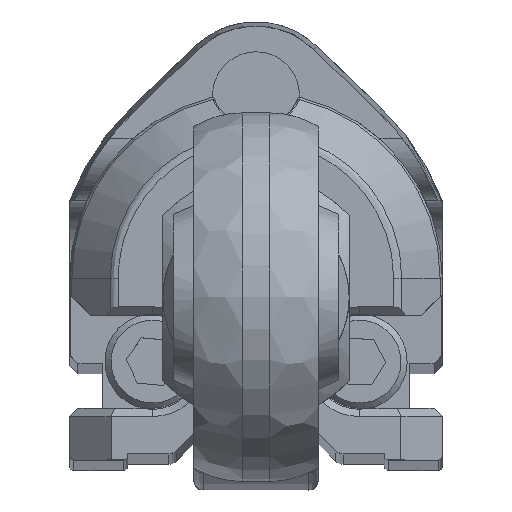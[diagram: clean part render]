
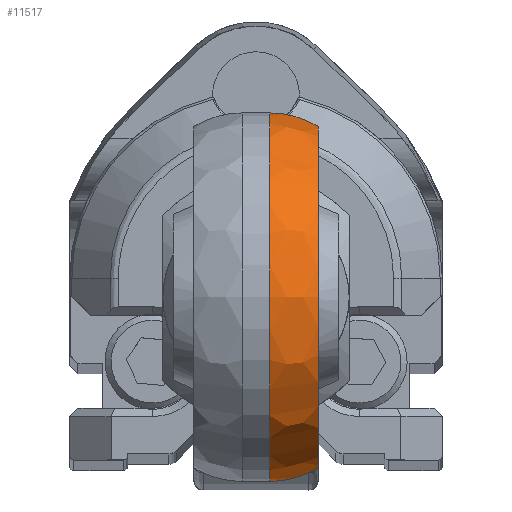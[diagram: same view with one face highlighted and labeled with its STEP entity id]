
A CAD part, top view. The second image highlights one B-rep face of the part: STEP entity #11517.
In plain terms, the highlighted free-form (B-spline) face has degree [3, 3] with [4, 7] control points.
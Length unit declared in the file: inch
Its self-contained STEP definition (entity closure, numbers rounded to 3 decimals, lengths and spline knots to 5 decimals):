
#397 = ORIENTED_EDGE ( 'NONE', *, *, #3674, .T. ) ;
#1268 = CARTESIAN_POINT ( 'NONE',  ( 0.11811, 0.16143, 7.63466 ) ) ;
#1325 = CARTESIAN_POINT ( 'NONE',  ( 0.11811, -0.02872, 7.31005 ) ) ;
#1374 = CARTESIAN_POINT ( 'NONE',  ( 0.02608, -0.02872, 7.66044 ) ) ;
#1570 = CARTESIAN_POINT ( 'NONE',  ( 0.05874, -0.37912, 7.5153 ) ) ;
#1661 = VERTEX_POINT ( 'NONE', #17022 ) ;
#2245 = CIRCLE ( 'NONE', #7137, 0.17717 ) ;
#2908 = CARTESIAN_POINT ( 'NONE',  ( 0.11811, 0.29589, 7.31005 ) ) ;
#3011 = CARTESIAN_POINT ( 'NONE',  ( 0.11811, 0.29589, 7.5002 ) ) ;
#3088 = CIRCLE ( 'NONE', #14841, 0.35039 ) ;
#3114 = CARTESIAN_POINT ( 'NONE',  ( 0.0902, -0.02872, 7.65163 ) ) ;
#3212 = CARTESIAN_POINT ( 'NONE',  ( 0.02608, 0.32167, 7.5153 ) ) ;
#3674 = EDGE_CURVE ( 'NONE', #12366, #4242, #6202, .T. ) ;
#4242 = VERTEX_POINT ( 'NONE', #5098 ) ;
#4385 = CARTESIAN_POINT ( 'NONE',  ( 0.11811, -0.35334, 7.31005 ) ) ;
#4389 = DIRECTION ( 'NONE',  ( 0., 0., -1. ) ) ;
#4439 = CARTESIAN_POINT ( 'NONE',  ( 0.02608, -0.37912, 7.5153 ) ) ;
#5098 = CARTESIAN_POINT ( 'NONE',  ( 0.11811, 0.29589, 7.31005 ) ) ;
#5583 = DIRECTION ( 'NONE',  ( 0.519, 0.854, 0. ) ) ;
#5982 = DIRECTION ( 'NONE',  ( 0., 0., -1. ) ) ;
#6202 = CIRCLE ( 'NONE', #9131, 0.32461 ) ;
#6273 = CARTESIAN_POINT ( 'NONE',  ( 0.11811, -0.02872, 7.63466 ) ) ;
#6860 = AXIS2_PLACEMENT_3D ( 'NONE', #10265, #7208, #5583 ) ;
#7137 = AXIS2_PLACEMENT_3D ( 'NONE', #9737, #14246, #11486 ) ;
#7208 = DIRECTION ( 'NONE',  ( 0., 0., -1. ) ) ;
#7504 = CARTESIAN_POINT ( 'NONE',  ( 0.02608, 0.32167, 7.31005 ) ) ;
#7617 = DIRECTION ( 'NONE',  ( 1., 0., 0. ) ) ;
#7910 = CARTESIAN_POINT ( 'NONE',  ( 0.05874, -0.02872, 7.66044 ) ) ;
#9131 = AXIS2_PLACEMENT_3D ( 'NONE', #1325, #15414, #4389 ) ;
#9135 = CARTESIAN_POINT ( 'NONE',  ( 0.05874, 0.32167, 7.31005 ) ) ;
#9236 = CARTESIAN_POINT ( 'NONE',  ( 0.11811, -0.21888, 7.63466 ) ) ;
#9341 = CARTESIAN_POINT ( 'NONE',  ( 0.05874, 0.17653, 7.66044 ) ) ;
#9444 = CARTESIAN_POINT ( 'NONE',  ( 0.05874, -0.23398, 7.66044 ) ) ;
#9737 = CARTESIAN_POINT ( 'NONE',  ( 0.02608, -0.20195, 7.31005 ) ) ;
#10265 = CARTESIAN_POINT ( 'NONE',  ( 0.02608, 0.14451, 7.31005 ) ) ;
#10668 = CARTESIAN_POINT ( 'NONE',  ( 0.0902, 0.17137, 7.65163 ) ) ;
#11073 = CARTESIAN_POINT ( 'NONE',  ( 0.0902, -0.22882, 7.65163 ) ) ;
#11486 = DIRECTION ( 'NONE',  ( 0., -1., 0. ) ) ;
#11517 = ADVANCED_FACE ( 'NONE', ( #12610 ), #15041, .T. ) ;
#12366 = VERTEX_POINT ( 'NONE', #4385 ) ;
#12502 = CARTESIAN_POINT ( 'NONE',  ( 0.02608, 0.17653, 7.66044 ) ) ;
#12610 = FACE_OUTER_BOUND ( 'NONE', #14061, .T. ) ;
#13007 = VERTEX_POINT ( 'NONE', #16609 ) ;
#13635 = ORIENTED_EDGE ( 'NONE', *, *, #14327, .F. ) ;
#14046 = CARTESIAN_POINT ( 'NONE',  ( 0.05874, 0.32167, 7.5153 ) ) ;
#14061 = EDGE_LOOP ( 'NONE', ( #397, #13635, #19077, #19702 ) ) ;
#14146 = CARTESIAN_POINT ( 'NONE',  ( 0.0902, -0.3703, 7.31005 ) ) ;
#14246 = DIRECTION ( 'NONE',  ( 0., 0., 1. ) ) ;
#14327 = EDGE_CURVE ( 'NONE', #13007, #4242, #14679, .T. ) ;
#14679 = CIRCLE ( 'NONE', #6860, 0.17717 ) ;
#14841 = AXIS2_PLACEMENT_3D ( 'NONE', #17223, #7617, #5982 ) ;
#15041 =( BOUNDED_SURFACE ( )  B_SPLINE_SURFACE ( 3, 3, ( 
 ( #2908, #3011, #1268, #6273, #9236, #19941, #18433 ),
 ( #18537, #16896, #10668, #3114, #11073, #20148, #14146 ),
 ( #9135, #14046, #9341, #7910, #9444, #1570, #15464 ),
 ( #7504, #3212, #12502, #1374, #15361, #4439, #17209 ) ),
 .UNSPECIFIED., .F., .F., .T. ) 
 B_SPLINE_SURFACE_WITH_KNOTS ( ( 4, 4 ),
 ( 4, 3, 4 ),
 ( 0., 1. ),
 ( 0., 0.5, 1. ),
 .UNSPECIFIED. ) 
 GEOMETRIC_REPRESENTATION_ITEM ( )  RATIONAL_B_SPLINE_SURFACE ( (
 ( 1., 0.805, 0.805, 1., 0.805, 0.805, 1.),
 ( 0.975, 0.785, 0.785, 0.975, 0.785, 0.785, 0.975),
 ( 0.975, 0.785, 0.785, 0.975, 0.785, 0.785, 0.975),
 ( 1., 0.805, 0.805, 1., 0.805, 0.805, 1.) ) ) 
 REPRESENTATION_ITEM ( '' )  SURFACE ( )  );
#15361 = CARTESIAN_POINT ( 'NONE',  ( 0.02608, -0.23398, 7.66044 ) ) ;
#15414 = DIRECTION ( 'NONE',  ( -1., 0., 0. ) ) ;
#15464 = CARTESIAN_POINT ( 'NONE',  ( 0.05874, -0.37912, 7.31005 ) ) ;
#16609 = CARTESIAN_POINT ( 'NONE',  ( 0.02608, 0.32167, 7.31005 ) ) ;
#16815 = EDGE_CURVE ( 'NONE', #13007, #1661, #3088, .T. ) ;
#16896 = CARTESIAN_POINT ( 'NONE',  ( 0.0902, 0.31286, 7.51014 ) ) ;
#17022 = CARTESIAN_POINT ( 'NONE',  ( 0.02608, -0.37912, 7.31005 ) ) ;
#17209 = CARTESIAN_POINT ( 'NONE',  ( 0.02608, -0.37912, 7.31005 ) ) ;
#17223 = CARTESIAN_POINT ( 'NONE',  ( 0.02608, -0.02872, 7.31005 ) ) ;
#18433 = CARTESIAN_POINT ( 'NONE',  ( 0.11811, -0.35334, 7.31005 ) ) ;
#18537 = CARTESIAN_POINT ( 'NONE',  ( 0.0902, 0.31286, 7.31005 ) ) ;
#19077 = ORIENTED_EDGE ( 'NONE', *, *, #16815, .T. ) ;
#19702 = ORIENTED_EDGE ( 'NONE', *, *, #20204, .T. ) ;
#19941 = CARTESIAN_POINT ( 'NONE',  ( 0.11811, -0.35334, 7.5002 ) ) ;
#20148 = CARTESIAN_POINT ( 'NONE',  ( 0.0902, -0.3703, 7.51014 ) ) ;
#20204 = EDGE_CURVE ( 'NONE', #1661, #12366, #2245, .T. ) ;
